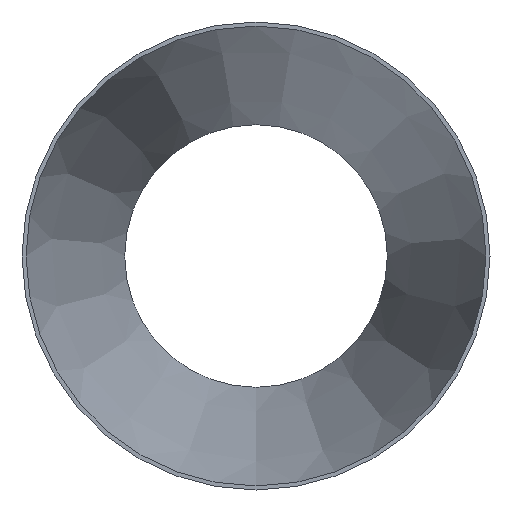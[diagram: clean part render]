
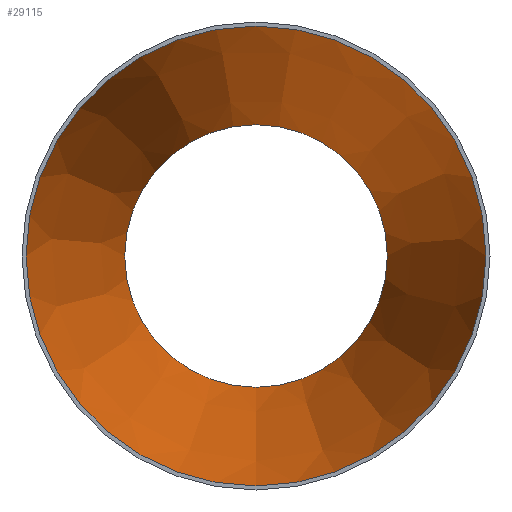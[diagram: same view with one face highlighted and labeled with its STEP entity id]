
A CAD part, front view. The second image highlights one B-rep face of the part: STEP entity #29115.
In plain terms, the highlighted conical face has half-angle 12.804 degrees and reference radius 174.923 mm.
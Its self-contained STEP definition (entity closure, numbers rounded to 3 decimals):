
#2475 = CIRCLE ( 'NONE', #10259, 174.923 ) ;
#3369 = VERTEX_POINT ( 'NONE', #14575 ) ;
#4086 = CARTESIAN_POINT ( 'NONE',  ( 0., 0., -174.923 ) ) ;
#5987 = DIRECTION ( 'NONE',  ( 0., -1., 0. ) ) ;
#7942 = DIRECTION ( 'NONE',  ( 0., -1., 0. ) ) ;
#8194 = CARTESIAN_POINT ( 'NONE',  ( 0., 330., 0. ) ) ;
#10259 = AXIS2_PLACEMENT_3D ( 'NONE', #46848, #5987, #16466 ) ;
#14179 = CARTESIAN_POINT ( 'NONE',  ( 0., 0., 0. ) ) ;
#14575 = CARTESIAN_POINT ( 'NONE',  ( 0., 330., -99.923 ) ) ;
#15063 = DIRECTION ( 'NONE',  ( 0., 0., -1. ) ) ;
#16466 = DIRECTION ( 'NONE',  ( 0., 0., -1. ) ) ;
#16623 = AXIS2_PLACEMENT_3D ( 'NONE', #14179, #43376, #15063 ) ;
#19371 = EDGE_CURVE ( 'NONE', #3369, #3369, #45386, .T. ) ;
#22237 = ORIENTED_EDGE ( 'NONE', *, *, #19371, .F. ) ;
#22414 = EDGE_LOOP ( 'NONE', ( #42104 ) ) ;
#24422 = AXIS2_PLACEMENT_3D ( 'NONE', #8194, #7942, #45410 ) ;
#29115 = ADVANCED_FACE ( 'NONE', ( #39234, #43141 ), #37567, .F. ) ;
#29393 = VERTEX_POINT ( 'NONE', #4086 ) ;
#33816 = EDGE_CURVE ( 'NONE', #29393, #29393, #2475, .T. ) ;
#37567 = CONICAL_SURFACE ( 'NONE', #16623, 174.923, 0.223 ) ;
#39234 = FACE_BOUND ( 'NONE', #47475, .T. ) ;
#42104 = ORIENTED_EDGE ( 'NONE', *, *, #33816, .T. ) ;
#43141 = FACE_OUTER_BOUND ( 'NONE', #22414, .T. ) ;
#43376 = DIRECTION ( 'NONE',  ( 0., -1., 0. ) ) ;
#45386 = CIRCLE ( 'NONE', #24422, 99.923 ) ;
#45410 = DIRECTION ( 'NONE',  ( 0., 0., -1. ) ) ;
#46848 = CARTESIAN_POINT ( 'NONE',  ( 0., 0., 0. ) ) ;
#47475 = EDGE_LOOP ( 'NONE', ( #22237 ) ) ;
